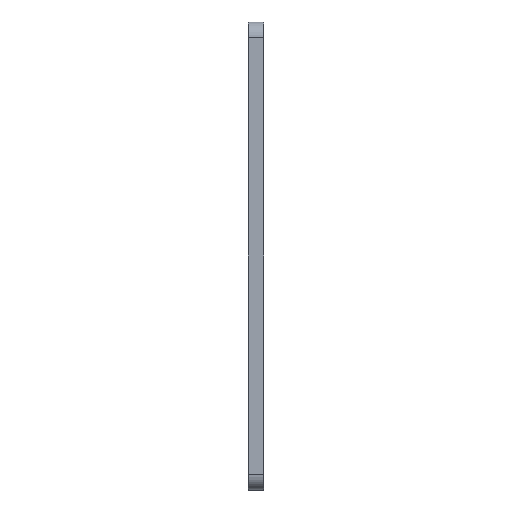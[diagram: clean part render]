
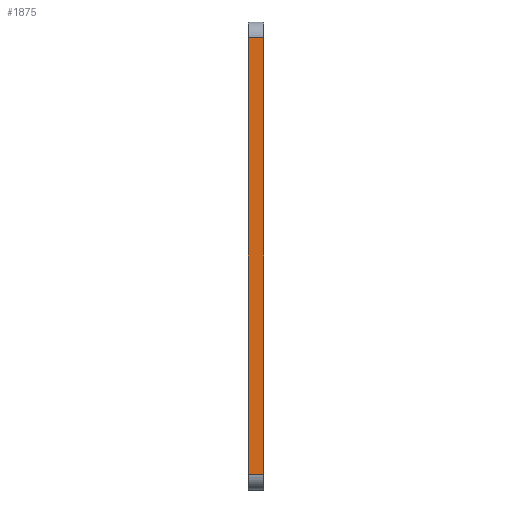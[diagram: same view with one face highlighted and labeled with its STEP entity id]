
A CAD part, left-side view. The second image highlights one B-rep face of the part: STEP entity #1875.
In plain terms, the highlighted planar face has unit normal (-1, 0, 0).
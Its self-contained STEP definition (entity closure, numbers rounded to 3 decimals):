
#191 = CARTESIAN_POINT ( 'NONE',  ( -63.5, 0., -41. ) ) ;
#522 = ORIENTED_EDGE ( 'NONE', *, *, #878, .F. ) ;
#536 = CARTESIAN_POINT ( 'NONE',  ( -63.5, 3., -41. ) ) ;
#663 = ORIENTED_EDGE ( 'NONE', *, *, #4653, .T. ) ;
#692 = VECTOR ( 'NONE', #3262, 1000. ) ;
#878 = EDGE_CURVE ( 'NONE', #1468, #4423, #2183, .T. ) ;
#957 = VERTEX_POINT ( 'NONE', #1832 ) ;
#984 = ORIENTED_EDGE ( 'NONE', *, *, #1174, .T. ) ;
#1174 = EDGE_CURVE ( 'NONE', #957, #4423, #1495, .T. ) ;
#1181 = EDGE_LOOP ( 'NONE', ( #984, #522, #2375, #663 ) ) ;
#1361 = PLANE ( 'NONE',  #2001 ) ;
#1413 = CARTESIAN_POINT ( 'NONE',  ( -63.5, 3., -41. ) ) ;
#1468 = VERTEX_POINT ( 'NONE', #3181 ) ;
#1495 = LINE ( 'NONE', #191, #2592 ) ;
#1832 = CARTESIAN_POINT ( 'NONE',  ( -63.5, 0., -41. ) ) ;
#1875 = ADVANCED_FACE ( 'NONE', ( #4063 ), #1361, .F. ) ;
#2001 = AXIS2_PLACEMENT_3D ( 'NONE', #3562, #5799, #4007 ) ;
#2088 = VECTOR ( 'NONE', #4129, 1000. ) ;
#2183 = LINE ( 'NONE', #3051, #4131 ) ;
#2375 = ORIENTED_EDGE ( 'NONE', *, *, #2835, .F. ) ;
#2447 = DIRECTION ( 'NONE',  ( 0., 0., 1. ) ) ;
#2534 = VERTEX_POINT ( 'NONE', #3637 ) ;
#2592 = VECTOR ( 'NONE', #2447, 1000. ) ;
#2788 = LINE ( 'NONE', #536, #2088 ) ;
#2835 = EDGE_CURVE ( 'NONE', #2534, #1468, #5008, .T. ) ;
#3051 = CARTESIAN_POINT ( 'NONE',  ( -63.5, 3., 41. ) ) ;
#3181 = CARTESIAN_POINT ( 'NONE',  ( -63.5, 3., 41. ) ) ;
#3262 = DIRECTION ( 'NONE',  ( 0., 0., 1. ) ) ;
#3562 = CARTESIAN_POINT ( 'NONE',  ( -63.5, 3., -41. ) ) ;
#3637 = CARTESIAN_POINT ( 'NONE',  ( -63.5, 3., -41. ) ) ;
#4007 = DIRECTION ( 'NONE',  ( 0., 0., -1. ) ) ;
#4063 = FACE_OUTER_BOUND ( 'NONE', #1181, .T. ) ;
#4129 = DIRECTION ( 'NONE',  ( 0., -1., 0. ) ) ;
#4131 = VECTOR ( 'NONE', #4865, 1000. ) ;
#4423 = VERTEX_POINT ( 'NONE', #5780 ) ;
#4653 = EDGE_CURVE ( 'NONE', #2534, #957, #2788, .T. ) ;
#4865 = DIRECTION ( 'NONE',  ( 0., -1., 0. ) ) ;
#5008 = LINE ( 'NONE', #1413, #692 ) ;
#5780 = CARTESIAN_POINT ( 'NONE',  ( -63.5, 0., 41. ) ) ;
#5799 = DIRECTION ( 'NONE',  ( 1., 0., 0. ) ) ;
